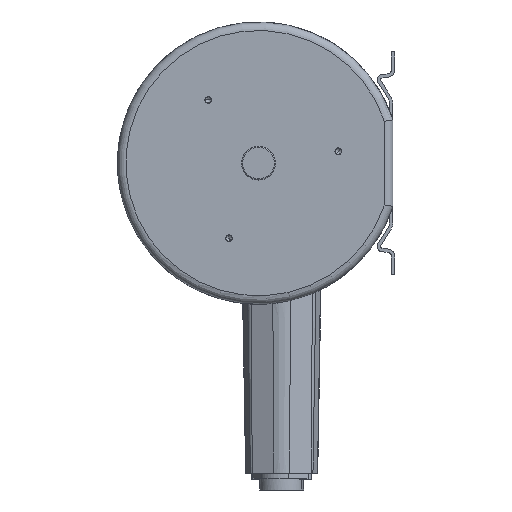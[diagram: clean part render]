
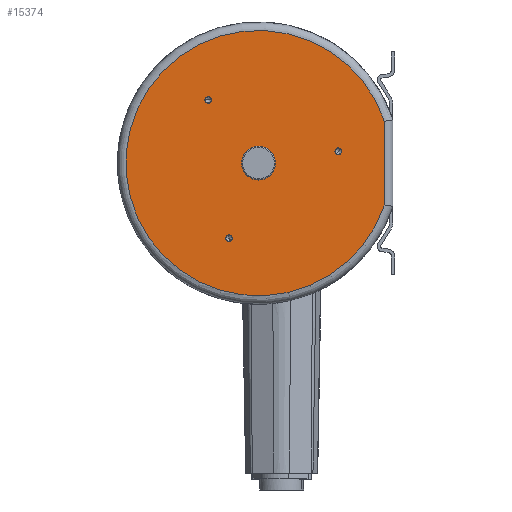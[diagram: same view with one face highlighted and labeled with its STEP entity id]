
A CAD part, left-side view. The second image highlights one B-rep face of the part: STEP entity #15374.
In plain terms, the highlighted planar face has unit normal (-1, 0, 0).
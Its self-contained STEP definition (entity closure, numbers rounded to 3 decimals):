
#315=CARTESIAN_POINT('',(-253.,0.,0.));
#316=DIRECTION('',(-1.,0.,0.));
#317=DIRECTION('',(0.,0.,1.));
#318=AXIS2_PLACEMENT_3D('',#315,#316,#317);
#320=CARTESIAN_POINT('',(-253.,0.,0.));
#321=DIRECTION('',(-1.,0.,0.));
#322=DIRECTION('',(0.,0.,-1.));
#323=AXIS2_PLACEMENT_3D('',#320,#321,#322);
#325=CARTESIAN_POINT('',(-253.,89.02,111.913));
#326=DIRECTION('',(-1.,0.,0.));
#327=DIRECTION('',(0.,1.,0.));
#328=AXIS2_PLACEMENT_3D('',#325,#326,#327);
#330=CARTESIAN_POINT('',(-253.,89.02,111.913));
#331=DIRECTION('',(-1.,0.,0.));
#332=DIRECTION('',(0.,-1.,0.));
#333=AXIS2_PLACEMENT_3D('',#330,#331,#332);
#335=CARTESIAN_POINT('',(-253.,52.41,-133.05));
#336=DIRECTION('',(-1.,0.,0.));
#337=DIRECTION('',(0.,-0.5,-0.866));
#338=AXIS2_PLACEMENT_3D('',#335,#336,#337);
#340=CARTESIAN_POINT('',(-253.,52.41,-133.05));
#341=DIRECTION('',(-1.,0.,0.));
#342=DIRECTION('',(0.,0.5,0.866));
#343=AXIS2_PLACEMENT_3D('',#340,#341,#342);
#345=CARTESIAN_POINT('',(-253.,-141.429,21.137));
#346=DIRECTION('',(-1.,0.,0.));
#347=DIRECTION('',(0.,-0.5,0.866));
#348=AXIS2_PLACEMENT_3D('',#345,#346,#347);
#350=CARTESIAN_POINT('',(-253.,-141.429,21.137));
#351=DIRECTION('',(-1.,0.,0.));
#352=DIRECTION('',(0.,0.5,-0.866));
#353=AXIS2_PLACEMENT_3D('',#350,#351,#352);
#355=DIRECTION('',(0.,0.,1.));
#356=VECTOR('',#355,148.331);
#357=CARTESIAN_POINT('',(-253.,-222.99,-74.166));
#358=LINE('',#357,#356);
#480=CARTESIAN_POINT('',(-253.,0.,0.));
#481=DIRECTION('',(-1.,0.,0.));
#482=DIRECTION('',(0.,-0.949,0.316));
#483=AXIS2_PLACEMENT_3D('',#480,#481,#482);
#501=CARTESIAN_POINT('',(-253.,-222.99,-74.166));
#1117=CARTESIAN_POINT('',(-253.,-222.99,74.166));
#13119=CARTESIAN_POINT('',(-253.,0.,30.));
#13120=CARTESIAN_POINT('',(-253.,0.,-30.));
#13121=VERTEX_POINT('',#13119);
#13122=VERTEX_POINT('',#13120);
#13132=VERTEX_POINT('',#501);
#13134=VERTEX_POINT('',#1117);
#13201=CARTESIAN_POINT('',(-253.,94.52,111.913));
#13202=CARTESIAN_POINT('',(-253.,83.52,111.913));
#13203=VERTEX_POINT('',#13201);
#13204=VERTEX_POINT('',#13202);
#13211=CARTESIAN_POINT('',(-253.,49.66,-137.813));
#13212=CARTESIAN_POINT('',(-253.,55.16,-128.287));
#13213=VERTEX_POINT('',#13211);
#13214=VERTEX_POINT('',#13212);
#13221=CARTESIAN_POINT('',(-253.,-144.179,25.9));
#13222=CARTESIAN_POINT('',(-253.,-138.679,16.374));
#13223=VERTEX_POINT('',#13221);
#13224=VERTEX_POINT('',#13222);
#15339=CARTESIAN_POINT('',(-253.,0.,0.));
#15340=DIRECTION('',(1.,0.,0.));
#15341=DIRECTION('',(0.,0.,-1.));
#15342=AXIS2_PLACEMENT_3D('',#15339,#15340,#15341);
#15343=PLANE('',#15342);
#15345=ORIENTED_EDGE('',*,*,#15344,.F.);
#15347=ORIENTED_EDGE('',*,*,#15346,.F.);
#15348=EDGE_LOOP('',(#15345,#15347));
#15349=FACE_OUTER_BOUND('',#15348,.F.);
#15351=ORIENTED_EDGE('',*,*,#15350,.T.);
#15353=ORIENTED_EDGE('',*,*,#15352,.T.);
#15354=EDGE_LOOP('',(#15351,#15353));
#15355=FACE_BOUND('',#15354,.F.);
#15357=ORIENTED_EDGE('',*,*,#15356,.T.);
#15359=ORIENTED_EDGE('',*,*,#15358,.T.);
#15360=EDGE_LOOP('',(#15357,#15359));
#15361=FACE_BOUND('',#15360,.F.);
#15363=ORIENTED_EDGE('',*,*,#15362,.T.);
#15365=ORIENTED_EDGE('',*,*,#15364,.T.);
#15366=EDGE_LOOP('',(#15363,#15365));
#15367=FACE_BOUND('',#15366,.F.);
#15369=ORIENTED_EDGE('',*,*,#15368,.T.);
#15371=ORIENTED_EDGE('',*,*,#15370,.T.);
#15372=EDGE_LOOP('',(#15369,#15371));
#15373=FACE_BOUND('',#15372,.F.);
#15374=ADVANCED_FACE('',(#15349,#15355,#15361,#15367,#15373),#15343,.F.);
#319=CIRCLE('',#318,30.);
#324=CIRCLE('',#323,30.);
#329=CIRCLE('',#328,5.5);
#334=CIRCLE('',#333,5.5);
#339=CIRCLE('',#338,5.5);
#344=CIRCLE('',#343,5.5);
#349=CIRCLE('',#348,5.5);
#354=CIRCLE('',#353,5.5);
#484=CIRCLE('',#483,235.);
#15344=EDGE_CURVE('',#13134,#13132,#484,.T.);
#15346=EDGE_CURVE('',#13132,#13134,#358,.T.);
#15350=EDGE_CURVE('',#13121,#13122,#319,.T.);
#15352=EDGE_CURVE('',#13122,#13121,#324,.T.);
#15356=EDGE_CURVE('',#13203,#13204,#329,.T.);
#15358=EDGE_CURVE('',#13204,#13203,#334,.T.);
#15362=EDGE_CURVE('',#13213,#13214,#339,.T.);
#15364=EDGE_CURVE('',#13214,#13213,#344,.T.);
#15368=EDGE_CURVE('',#13223,#13224,#349,.T.);
#15370=EDGE_CURVE('',#13224,#13223,#354,.T.);
